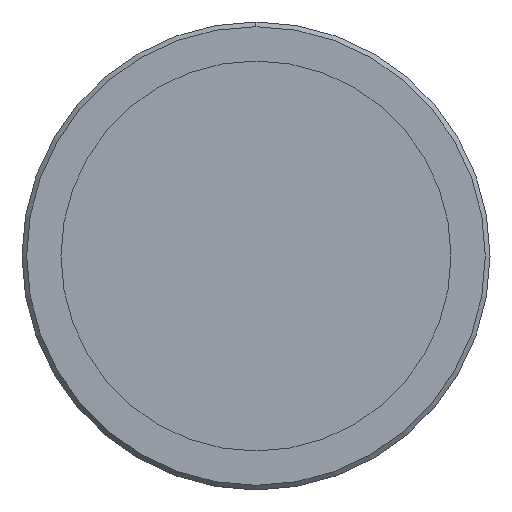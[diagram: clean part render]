
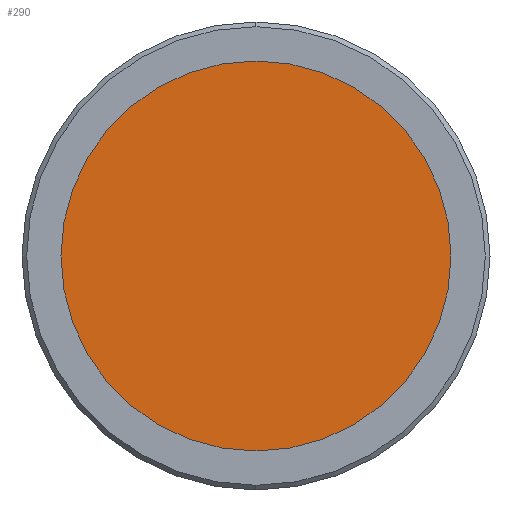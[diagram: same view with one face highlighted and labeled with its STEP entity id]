
A CAD part, left-side view. The second image highlights one B-rep face of the part: STEP entity #290.
In plain terms, the highlighted planar face has unit normal (-1, 0, 0).
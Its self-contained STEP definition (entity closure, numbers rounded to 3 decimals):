
#57 = AXIS2_PLACEMENT_3D ( 'NONE', #252, #561, #523 ) ;
#83 = EDGE_LOOP ( 'NONE', ( #528, #360 ) ) ;
#130 = VERTEX_POINT ( 'NONE', #428 ) ;
#162 = CARTESIAN_POINT ( 'NONE',  ( -57., 0., 0. ) ) ;
#203 = CIRCLE ( 'NONE', #250, 12.5 ) ;
#215 = DIRECTION ( 'NONE',  ( -1., 0., 0. ) ) ;
#244 = DIRECTION ( 'NONE',  ( -1., 0., 0. ) ) ;
#250 = AXIS2_PLACEMENT_3D ( 'NONE', #162, #244, #388 ) ;
#252 = CARTESIAN_POINT ( 'NONE',  ( -57., 0., 0. ) ) ;
#271 = FACE_OUTER_BOUND ( 'NONE', #83, .T. ) ;
#290 = ADVANCED_FACE ( 'NONE', ( #271 ), #529, .T. ) ;
#326 = AXIS2_PLACEMENT_3D ( 'NONE', #353, #215, #533 ) ;
#353 = CARTESIAN_POINT ( 'NONE',  ( -57., 0., 0. ) ) ;
#360 = ORIENTED_EDGE ( 'NONE', *, *, #503, .T. ) ;
#388 = DIRECTION ( 'NONE',  ( 0., 0., 1. ) ) ;
#404 = VERTEX_POINT ( 'NONE', #485 ) ;
#428 = CARTESIAN_POINT ( 'NONE',  ( -57., 0., -12.5 ) ) ;
#452 = EDGE_CURVE ( 'NONE', #404, #130, #531, .T. ) ;
#485 = CARTESIAN_POINT ( 'NONE',  ( -57., 0., 12.5 ) ) ;
#503 = EDGE_CURVE ( 'NONE', #130, #404, #203, .T. ) ;
#523 = DIRECTION ( 'NONE',  ( 0., 0., 1. ) ) ;
#528 = ORIENTED_EDGE ( 'NONE', *, *, #452, .T. ) ;
#529 = PLANE ( 'NONE',  #326 ) ;
#531 = CIRCLE ( 'NONE', #57, 12.5 ) ;
#533 = DIRECTION ( 'NONE',  ( 0., 0., 1. ) ) ;
#561 = DIRECTION ( 'NONE',  ( -1., 0., 0. ) ) ;
